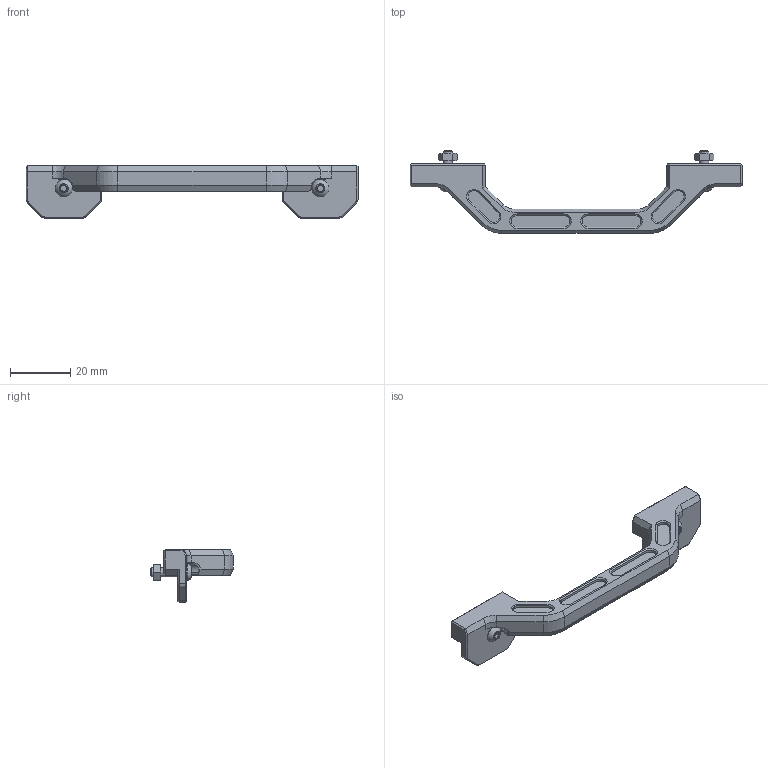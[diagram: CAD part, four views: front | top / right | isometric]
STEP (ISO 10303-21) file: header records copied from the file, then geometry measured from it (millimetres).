
FILE_DESCRIPTION(/* description */ (''),/* implementation_level */ '2;1');
FILE_NAME(/* name */ 'Handle.step',/* time_stamp */ '2024-04-20T16:32:35+01:00',/* author */ (''),/* organization */ (''),/* preprocessor_version */ 'ST-DEVELOPER v20',/* originating_system */ 'Autodesk Translation Framework v12.20.1.177',/* authorisation */ '');
FILE_SCHEMA (('AUTOMOTIVE_DESIGN { 1 0 10303 214 3 1 1 }'));
Length unit declared in the file: millimetre
Products named in the file (6): Handles; Printed Parts; side_handle_2x; Hardware; M3 Hexnut; M3x12 BHCS v1
Assembly tree (7 placements, depth 3):
  Handles
    Printed Parts
      side_handle_2x
    Hardware
      M3x12 BHCS v1  x2
      M3 Hexnut  x2
Bounding box: 110 x 27.4 x 17.4 mm (x, y, z)
Volume: 9566.7 mm3; surface area: 5857.9 mm2
Topology: 5 solids, 5 shells, 316 faces, 716 edges, 422 vertices
Faces by surface type: plane 168, cone 94, cylinder 46, bspline 6, sphere 2
Full cylindrical faces by diameter (mm): 3 x4, 3.3 x2, 5.7 x2
Entity records: 7842 total; most frequent: CARTESIAN_POINT 1506, DIRECTION 1314, ORIENTED_EDGE 1266, EDGE_CURVE 633, AXIS2_PLACEMENT_3D 447, LINE 420, VECTOR 420, VERTEX_POINT 375
